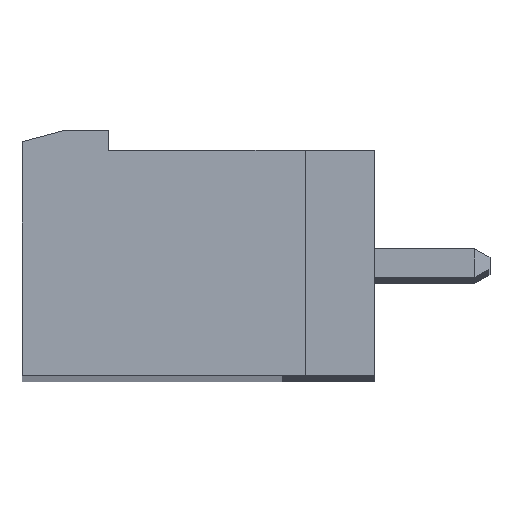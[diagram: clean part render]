
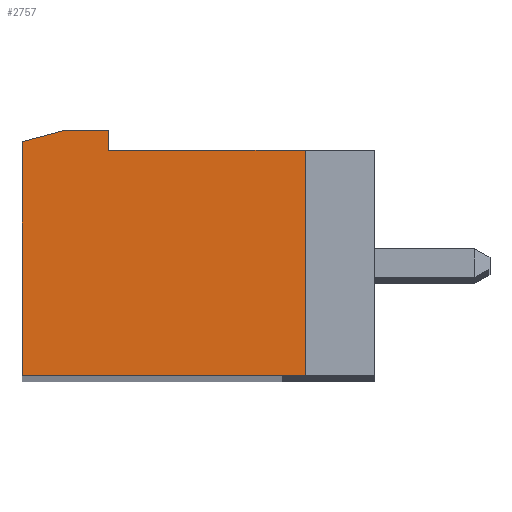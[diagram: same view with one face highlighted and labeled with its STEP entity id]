
A CAD part, top view. The second image highlights one B-rep face of the part: STEP entity #2757.
In plain terms, the highlighted planar face has unit normal (0, 0, 1).
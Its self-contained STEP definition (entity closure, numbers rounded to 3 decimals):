
#2757 = ADVANCED_FACE( '', ( #5625 ), #5626, .F. );
#5625 = FACE_OUTER_BOUND( '', #8509, .T. );
#5626 = PLANE( '', #8510 );
#8509 = EDGE_LOOP( '', ( #16686, #16687, #16688, #16689, #16690, #16691, #16692 ) );
#8510 = AXIS2_PLACEMENT_3D( '', #16693, #16694, #16695 );
#16686 = ORIENTED_EDGE( '', *, *, #16909, .F. );
#16687 = ORIENTED_EDGE( '', *, *, #19891, .F. );
#16688 = ORIENTED_EDGE( '', *, *, #19148, .F. );
#16689 = ORIENTED_EDGE( '', *, *, #19179, .F. );
#16690 = ORIENTED_EDGE( '', *, *, #19015, .F. );
#16691 = ORIENTED_EDGE( '', *, *, #19410, .F. );
#16692 = ORIENTED_EDGE( '', *, *, #17918, .F. );
#16693 = CARTESIAN_POINT( '', ( 197.225, 4.81, 107.68 ) );
#16694 = DIRECTION( '', ( 0., 0., -1. ) );
#16695 = DIRECTION( '', ( 0., -1., 0. ) );
#16909 = EDGE_CURVE( '', #20153, #20148, #20155, .T. );
#17918 = EDGE_CURVE( '', #20148, #21922, #21923, .T. );
#19015 = EDGE_CURVE( '', #23538, #23373, #23540, .T. );
#19148 = EDGE_CURVE( '', #23716, #23648, #23718, .T. );
#19179 = EDGE_CURVE( '', #23373, #23716, #23762, .T. );
#19410 = EDGE_CURVE( '', #21922, #23538, #24039, .T. );
#19891 = EDGE_CURVE( '', #23648, #20153, #24573, .T. );
#20148 = VERTEX_POINT( '', #24860 );
#20153 = VERTEX_POINT( '', #24867 );
#20155 = LINE( '', #24870, #24871 );
#21922 = VERTEX_POINT( '', #27450 );
#21923 = LINE( '', #27451, #27452 );
#23373 = VERTEX_POINT( '', #29650 );
#23538 = VERTEX_POINT( '', #29924 );
#23540 = LINE( '', #29927, #29928 );
#23648 = VERTEX_POINT( '', #30088 );
#23716 = VERTEX_POINT( '', #30204 );
#23718 = LINE( '', #30207, #30208 );
#23762 = LINE( '', #30269, #30270 );
#24039 = LINE( '', #30696, #30697 );
#24573 = LINE( '', #31474, #31475 );
#24860 = CARTESIAN_POINT( '', ( 197.425, 4.01, 107.68 ) );
#24867 = CARTESIAN_POINT( '', ( 197.425, 4.71, 107.68 ) );
#24870 = CARTESIAN_POINT( '', ( 197.425, 4.31, 107.68 ) );
#24871 = VECTOR( '', #31771, 1000. );
#27450 = CARTESIAN_POINT( '', ( 204.225, 4.01, 107.68 ) );
#27451 = CARTESIAN_POINT( '', ( 204.025, 4.01, 107.68 ) );
#27452 = VECTOR( '', #32740, 1000. );
#29650 = CARTESIAN_POINT( '', ( 194.425, -3.79, 107.68 ) );
#29924 = CARTESIAN_POINT( '', ( 204.225, -3.79, 107.68 ) );
#29927 = CARTESIAN_POINT( '', ( 194.225, -3.79, 107.68 ) );
#29928 = VECTOR( '', #33608, 1000. );
#30088 = CARTESIAN_POINT( '', ( 195.918, 4.71, 107.68 ) );
#30204 = CARTESIAN_POINT( '', ( 194.425, 4.31, 107.68 ) );
#30207 = CARTESIAN_POINT( '', ( 195.918, 4.71, 107.68 ) );
#30208 = VECTOR( '', #33716, 1000. );
#30269 = CARTESIAN_POINT( '', ( 194.425, 4.41, 107.68 ) );
#30270 = VECTOR( '', #33764, 1000. );
#30696 = CARTESIAN_POINT( '', ( 204.225, -3.79, 107.68 ) );
#30697 = VECTOR( '', #33920, 1000. );
#31474 = CARTESIAN_POINT( '', ( 197.425, 4.71, 107.68 ) );
#31475 = VECTOR( '', #34182, 1000. );
#31771 = DIRECTION( '', ( 0., -1., 0. ) );
#32740 = DIRECTION( '', ( 1., 0., 0. ) );
#33608 = DIRECTION( '', ( -1., 0., 0. ) );
#33716 = DIRECTION( '', ( 0.966, 0.259, 0. ) );
#33764 = DIRECTION( '', ( 0., 1., 0. ) );
#33920 = DIRECTION( '', ( 0., -1., 0. ) );
#34182 = DIRECTION( '', ( 1., 0., 0. ) );
